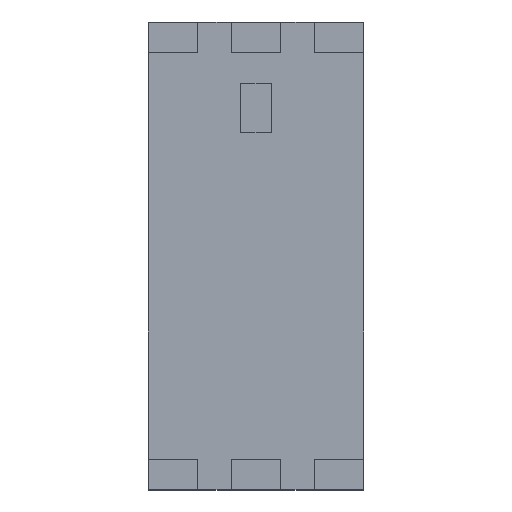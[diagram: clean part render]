
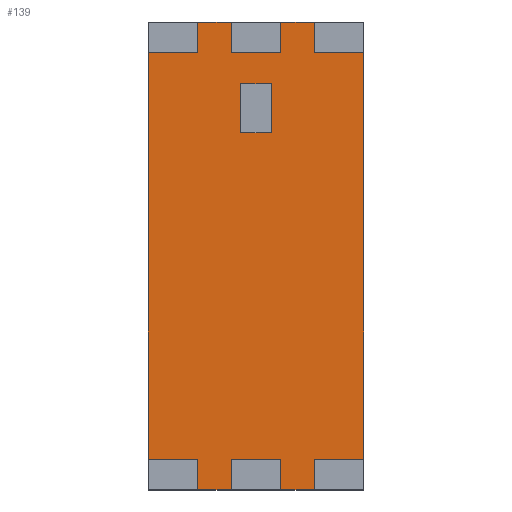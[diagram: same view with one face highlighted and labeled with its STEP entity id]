
A CAD part, top view. The second image highlights one B-rep face of the part: STEP entity #139.
In plain terms, the highlighted planar face has unit normal (0, 0, 1).
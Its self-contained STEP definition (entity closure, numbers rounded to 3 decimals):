
#139=ADVANCED_FACE('',(#258,#259),#260,.T.);
#258=FACE_BOUND('',#418,.T.);
#259=FACE_OUTER_BOUND('',#419,.T.);
#260=PLANE('',#420);
#418=EDGE_LOOP('',(#739,#740,#741,#742));
#419=EDGE_LOOP('',(#743,#744,#745,#746,#747,#748,#749,#750,#751,#752,#753,#754,#755,#756,#757,#758,#759,#760,#761,#762));
#420=AXIS2_PLACEMENT_3D('',#763,#764,#765);
#739=ORIENTED_EDGE('',*,*,#951,.T.);
#740=ORIENTED_EDGE('',*,*,#953,.T.);
#741=ORIENTED_EDGE('',*,*,#945,.T.);
#742=ORIENTED_EDGE('',*,*,#888,.T.);
#743=ORIENTED_EDGE('',*,*,#937,.T.);
#744=ORIENTED_EDGE('',*,*,#876,.T.);
#745=ORIENTED_EDGE('',*,*,#883,.T.);
#746=ORIENTED_EDGE('',*,*,#869,.F.);
#747=ORIENTED_EDGE('',*,*,#859,.F.);
#748=ORIENTED_EDGE('',*,*,#939,.T.);
#749=ORIENTED_EDGE('',*,*,#878,.F.);
#750=ORIENTED_EDGE('',*,*,#864,.F.);
#751=ORIENTED_EDGE('',*,*,#935,.F.);
#752=ORIENTED_EDGE('',*,*,#914,.T.);
#753=ORIENTED_EDGE('',*,*,#933,.F.);
#754=ORIENTED_EDGE('',*,*,#930,.F.);
#755=ORIENTED_EDGE('',*,*,#911,.T.);
#756=ORIENTED_EDGE('',*,*,#928,.T.);
#757=ORIENTED_EDGE('',*,*,#926,.T.);
#758=ORIENTED_EDGE('',*,*,#955,.T.);
#759=ORIENTED_EDGE('',*,*,#922,.T.);
#760=ORIENTED_EDGE('',*,*,#919,.T.);
#761=ORIENTED_EDGE('',*,*,#941,.T.);
#762=ORIENTED_EDGE('',*,*,#892,.T.);
#763=CARTESIAN_POINT('',(-1.75,3.8,1.1));
#764=DIRECTION('',(0.0,0.0,1.0));
#765=DIRECTION('',(0.,-1.0,0.0));
#859=EDGE_CURVE('',#1260,#1261,#1262,.T.);
#864=EDGE_CURVE('',#1269,#1270,#1271,.T.);
#869=EDGE_CURVE('',#1261,#1278,#1279,.T.);
#876=EDGE_CURVE('',#1284,#1289,#1291,.T.);
#878=EDGE_CURVE('',#1270,#1293,#1294,.T.);
#883=EDGE_CURVE('',#1289,#1278,#1300,.T.);
#888=EDGE_CURVE('',#1302,#1307,#1309,.T.);
#892=EDGE_CURVE('',#1316,#1314,#1317,.T.);
#911=EDGE_CURVE('',#1344,#1346,#1348,.T.);
#914=EDGE_CURVE('',#1352,#1350,#1353,.T.);
#919=EDGE_CURVE('',#1356,#1358,#1360,.T.);
#922=EDGE_CURVE('',#1362,#1356,#1364,.T.);
#926=EDGE_CURVE('',#1366,#1368,#1370,.T.);
#928=EDGE_CURVE('',#1346,#1366,#1372,.T.);
#930=EDGE_CURVE('',#1344,#1374,#1375,.T.);
#933=EDGE_CURVE('',#1374,#1350,#1378,.T.);
#935=EDGE_CURVE('',#1352,#1269,#1380,.T.);
#937=EDGE_CURVE('',#1314,#1284,#1382,.T.);
#939=EDGE_CURVE('',#1260,#1293,#1384,.T.);
#941=EDGE_CURVE('',#1358,#1316,#1386,.T.);
#945=EDGE_CURVE('',#1388,#1302,#1392,.T.);
#951=EDGE_CURVE('',#1307,#1398,#1400,.T.);
#953=EDGE_CURVE('',#1398,#1388,#1402,.T.);
#955=EDGE_CURVE('',#1368,#1362,#1404,.T.);
#1260=VERTEX_POINT('',#1499);
#1261=VERTEX_POINT('',#1500);
#1262=LINE('',#1501,#1502);
#1269=VERTEX_POINT('',#1512);
#1270=VERTEX_POINT('',#1513);
#1271=LINE('',#1514,#1515);
#1278=VERTEX_POINT('',#1525);
#1279=LINE('',#1526,#1527);
#1284=VERTEX_POINT('',#1534);
#1289=VERTEX_POINT('',#1541);
#1291=LINE('',#1544,#1545);
#1293=VERTEX_POINT('',#1547);
#1294=LINE('',#1548,#1549);
#1300=LINE('',#1558,#1559);
#1302=VERTEX_POINT('',#1561);
#1307=VERTEX_POINT('',#1568);
#1309=LINE('',#1571,#1572);
#1314=VERTEX_POINT('',#1578);
#1316=VERTEX_POINT('',#1581);
#1317=LINE('',#1582,#1583);
#1344=VERTEX_POINT('',#1624);
#1346=VERTEX_POINT('',#1627);
#1348=LINE('',#1630,#1631);
#1350=VERTEX_POINT('',#1633);
#1352=VERTEX_POINT('',#1636);
#1353=LINE('',#1637,#1638);
#1356=VERTEX_POINT('',#1642);
#1358=VERTEX_POINT('',#1645);
#1360=LINE('',#1648,#1649);
#1362=VERTEX_POINT('',#1651);
#1364=LINE('',#1654,#1655);
#1366=VERTEX_POINT('',#1657);
#1368=VERTEX_POINT('',#1660);
#1370=LINE('',#1663,#1664);
#1372=LINE('',#1666,#1667);
#1374=VERTEX_POINT('',#1669);
#1375=LINE('',#1670,#1671);
#1378=LINE('',#1675,#1676);
#1380=LINE('',#1678,#1679);
#1382=LINE('',#1681,#1682);
#1384=LINE('',#1684,#1685);
#1386=LINE('',#1687,#1688);
#1388=VERTEX_POINT('',#1690);
#1392=LINE('',#1696,#1697);
#1398=VERTEX_POINT('',#1705);
#1400=LINE('',#1708,#1709);
#1402=LINE('',#1711,#1712);
#1404=LINE('',#1714,#1715);
#1499=CARTESIAN_POINT('',(-0.95,-3.8,1.1));
#1500=CARTESIAN_POINT('',(-0.95,-3.3,1.1));
#1501=CARTESIAN_POINT('',(-0.95,3.8,1.1));
#1502=VECTOR('',#1858,1.0);
#1512=CARTESIAN_POINT('',(0.4,-3.3,1.1));
#1513=CARTESIAN_POINT('',(-0.4,-3.3,1.1));
#1514=CARTESIAN_POINT('',(-1.75,-3.3,1.1));
#1515=VECTOR('',#1862,1.0);
#1525=CARTESIAN_POINT('',(-1.75,-3.3,1.1));
#1526=CARTESIAN_POINT('',(-1.75,-3.3,1.1));
#1527=VECTOR('',#1866,1.0);
#1534=CARTESIAN_POINT('',(-0.95,3.3,1.1));
#1541=CARTESIAN_POINT('',(-1.75,3.3,1.1));
#1544=CARTESIAN_POINT('',(-1.75,3.3,1.1));
#1545=VECTOR('',#1872,1.0);
#1547=CARTESIAN_POINT('',(-0.4,-3.8,1.1));
#1548=CARTESIAN_POINT('',(-0.4,3.8,1.1));
#1549=VECTOR('',#1873,1.0);
#1558=CARTESIAN_POINT('',(-1.75,3.8,1.1));
#1559=VECTOR('',#1877,1.0);
#1561=CARTESIAN_POINT('',(0.25,2.0,1.1));
#1568=CARTESIAN_POINT('',(-0.25,2.0,1.1));
#1571=CARTESIAN_POINT('',(-1.75,2.0,1.1));
#1572=VECTOR('',#1881,1.0);
#1578=CARTESIAN_POINT('',(-0.95,3.8,1.1));
#1581=CARTESIAN_POINT('',(-0.4,3.8,1.1));
#1582=CARTESIAN_POINT('',(1.75,3.8,1.1));
#1583=VECTOR('',#1884,1.0);
#1624=CARTESIAN_POINT('',(1.75,-3.3,1.1));
#1627=CARTESIAN_POINT('',(1.75,3.3,1.1));
#1630=CARTESIAN_POINT('',(1.75,-3.8,1.1));
#1631=VECTOR('',#1901,1.0);
#1633=CARTESIAN_POINT('',(0.95,-3.8,1.1));
#1636=CARTESIAN_POINT('',(0.4,-3.8,1.1));
#1637=CARTESIAN_POINT('',(-1.75,-3.8,1.1));
#1638=VECTOR('',#1903,1.0);
#1642=CARTESIAN_POINT('',(0.4,3.3,1.1));
#1645=CARTESIAN_POINT('',(-0.4,3.3,1.1));
#1648=CARTESIAN_POINT('',(-1.75,3.3,1.1));
#1649=VECTOR('',#1907,1.0);
#1651=CARTESIAN_POINT('',(0.4,3.8,1.1));
#1654=CARTESIAN_POINT('',(0.4,3.8,1.1));
#1655=VECTOR('',#1909,1.0);
#1657=CARTESIAN_POINT('',(0.95,3.3,1.1));
#1660=CARTESIAN_POINT('',(0.95,3.8,1.1));
#1663=CARTESIAN_POINT('',(0.95,3.8,1.1));
#1664=VECTOR('',#1912,1.0);
#1666=CARTESIAN_POINT('',(-1.75,3.3,1.1));
#1667=VECTOR('',#1913,1.0);
#1669=CARTESIAN_POINT('',(0.95,-3.3,1.1));
#1670=CARTESIAN_POINT('',(-1.75,-3.3,1.1));
#1671=VECTOR('',#1914,1.0);
#1675=CARTESIAN_POINT('',(0.95,3.8,1.1));
#1676=VECTOR('',#1916,1.0);
#1678=CARTESIAN_POINT('',(0.4,3.8,1.1));
#1679=VECTOR('',#1917,1.0);
#1681=CARTESIAN_POINT('',(-0.95,3.8,1.1));
#1682=VECTOR('',#1918,1.0);
#1684=CARTESIAN_POINT('',(-1.75,-3.8,1.1));
#1685=VECTOR('',#1919,1.0);
#1687=CARTESIAN_POINT('',(-0.4,3.8,1.1));
#1688=VECTOR('',#1920,1.0);
#1690=CARTESIAN_POINT('',(0.25,2.8,1.1));
#1696=CARTESIAN_POINT('',(0.25,3.8,1.1));
#1697=VECTOR('',#1923,1.0);
#1705=CARTESIAN_POINT('',(-0.25,2.8,1.1));
#1708=CARTESIAN_POINT('',(-0.25,3.8,1.1));
#1709=VECTOR('',#1927,1.0);
#1711=CARTESIAN_POINT('',(-1.75,2.8,1.1));
#1712=VECTOR('',#1928,1.0);
#1714=CARTESIAN_POINT('',(1.75,3.8,1.1));
#1715=VECTOR('',#1929,1.0);
#1858=DIRECTION('',(0.,1.0,0.0));
#1862=DIRECTION('',(-1.0,0.,0.0));
#1866=DIRECTION('',(-1.0,0.,0.0));
#1872=DIRECTION('',(-1.0,0.,0.0));
#1873=DIRECTION('',(0.,-1.0,0.0));
#1877=DIRECTION('',(0.,-1.0,0.0));
#1881=DIRECTION('',(-1.0,0.,0.0));
#1884=DIRECTION('',(-1.0,0.,0.0));
#1901=DIRECTION('',(0.,1.0,0.0));
#1903=DIRECTION('',(1.0,0.,0.0));
#1907=DIRECTION('',(-1.0,0.,0.0));
#1909=DIRECTION('',(0.,-1.0,0.0));
#1912=DIRECTION('',(0.,1.0,0.0));
#1913=DIRECTION('',(-1.0,0.,0.0));
#1914=DIRECTION('',(-1.0,0.,0.0));
#1916=DIRECTION('',(0.,-1.0,0.0));
#1917=DIRECTION('',(0.,1.0,0.0));
#1918=DIRECTION('',(0.,-1.0,0.0));
#1919=DIRECTION('',(1.0,0.,0.0));
#1920=DIRECTION('',(0.,1.0,0.0));
#1923=DIRECTION('',(0.,-1.0,0.0));
#1927=DIRECTION('',(0.,1.0,0.0));
#1928=DIRECTION('',(1.0,0.,0.0));
#1929=DIRECTION('',(-1.0,0.,0.0));
